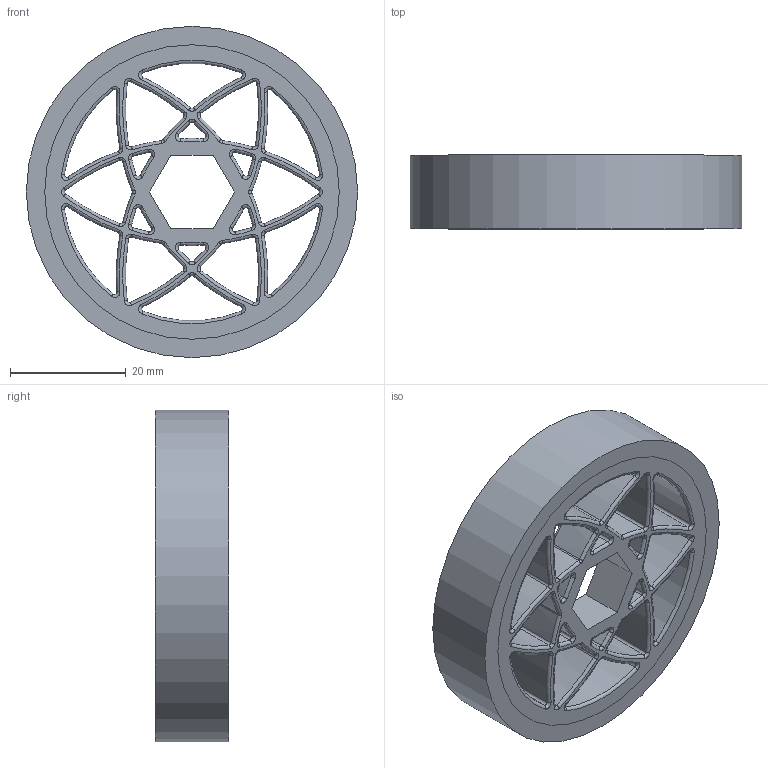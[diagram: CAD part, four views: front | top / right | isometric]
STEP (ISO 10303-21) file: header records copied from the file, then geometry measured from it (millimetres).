
FILE_DESCRIPTION(/* description */ (''),/* implementation_level */ '2;1');
FILE_NAME(/* name */ 'WideWheelCore.stp',/* time_stamp */ '2024-01-23T13:04:30-05:00',/* author */ ('tandu'),/* organization */ (''),/* preprocessor_version */ 'ST-DEVELOPER v20',/* originating_system */ 'Autodesk Inventor 2024',/* authorisation */ '');
FILE_SCHEMA (('AUTOMOTIVE_DESIGN { 1 0 10303 214 3 1 1 }'));
Length unit declared in the file: inch
Products named in the file (1): WideWheelCore
Bounding box: 57.15 x 12.7 x 57.15 mm (x, y, z)
Volume: 13758.7 mm3; surface area: 15422.5 mm2
Topology: 2 solids, 2 shells, 706 faces, 1785 edges, 1018 vertices
Faces by surface type: bspline 325, torus 174, cylinder 170, plane 35, cone 2
Full cylindrical faces by diameter (mm): 50.8 x1, 57.15 x1
Entity records: 38231 total; most frequent: CARTESIAN_POINT 23290, ORIENTED_EDGE 3474, DIRECTION 2578, EDGE_CURVE 1737, AXIS2_PLACEMENT_3D 1182, VERTEX_POINT 1018, CIRCLE 800, EDGE_LOOP 729
